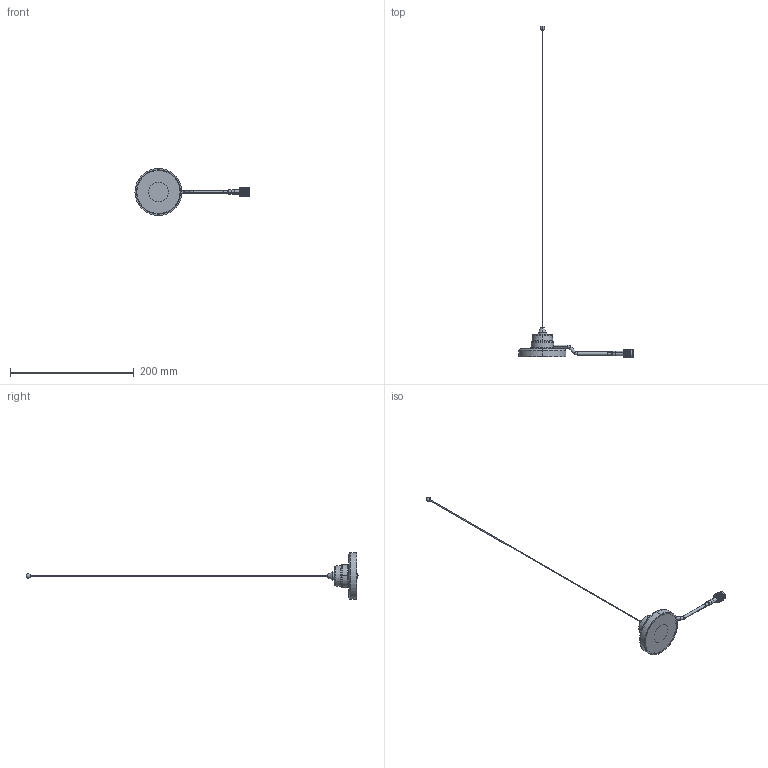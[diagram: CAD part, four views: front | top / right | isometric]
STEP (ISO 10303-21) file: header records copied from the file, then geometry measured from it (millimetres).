
FILE_DESCRIPTION (( 'STEP AP214' ), '1' );
FILE_NAME ('FMANMOB1005-TM_3D.step', '2023-03-15T17:38:05', ( '' ), ( '' ), 'SwSTEP 2.0', 'SolidWorks 2022', '' );
FILE_SCHEMA (( 'AUTOMOTIVE_DESIGN' ));
Length unit declared in the file: inch
Products named in the file (6): Copy of HeatShrink-195-3_230124^FMMA1-TMA10; 1083 230124; Copy of TM 230124^FMMA1-TMA10; Copy of NMO Base w Cable^FMMA1-TMA10; FMANMOB1005-TM_3D; FMMA1-TMA10
Assembly tree (5 placements, depth 3):
  FMANMOB1005-TM_3D
    FMMA1-TMA10
      Copy of NMO Base w Cable^FMMA1-TMA10
      Copy of HeatShrink-195-3_230124^FMMA1-TMA10
      Copy of TM 230124^FMMA1-TMA10
    1083 230124
Bounding box: 184.6 x 537.34 x 76 mm (x, y, z)
Volume: 73597.6 mm3; surface area: 51061.3 mm2
Topology: 10 solids, 10 shells, 2799 faces, 5968 edges, 3202 vertices
Faces by surface type: bspline 2014, cylinder 644, plane 87, cone 42, torus 10, sphere 2
Entity records: 109748 total; most frequent: CARTESIAN_POINT 69988, ORIENTED_EDGE 11924, EDGE_CURVE 5962, VERTEX_POINT 3202, EDGE_LOOP 2836, FACE_OUTER_BOUND 2799, ADVANCED_FACE 2799, DIRECTION 2739
